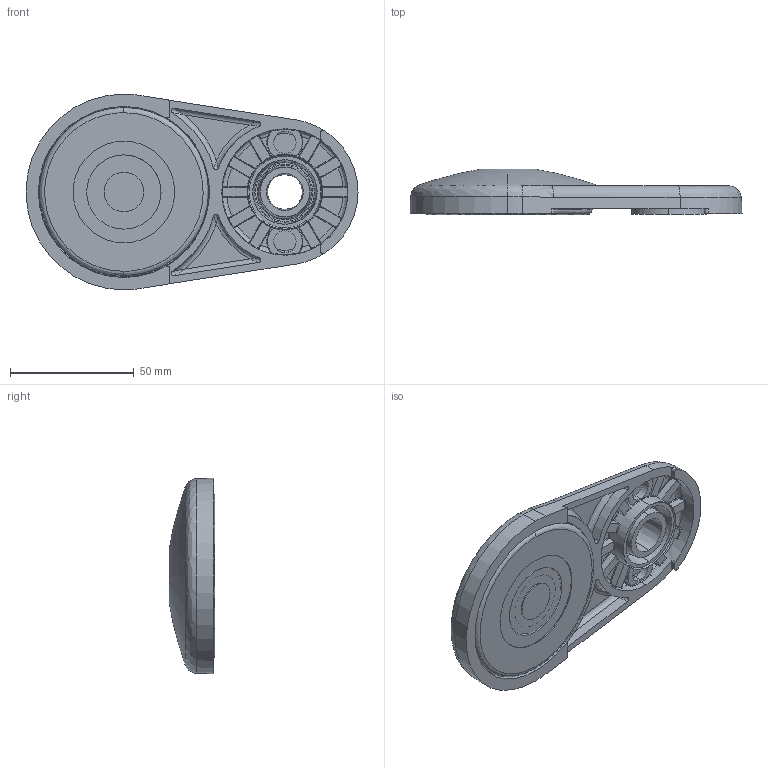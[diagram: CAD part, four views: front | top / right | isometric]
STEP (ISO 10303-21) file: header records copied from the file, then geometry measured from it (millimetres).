
FILE_DESCRIPTION (( 'STEP AP214' ), '1' );
FILE_NAME ('098aa080zsg.STEP', '2014-08-25T07:32:08', ( '' ), ( '' ), 'SwSTEP 2.0', 'SolidWorks 2014', '' );
FILE_SCHEMA (( 'AUTOMOTIVE_DESIGN' ));
Length unit declared in the file: millimetre
Products named in the file (1): 098aa080zsg
Bounding box: 134 x 18.38 x 79 mm (x, y, z)
Volume: 80106.1 mm3; surface area: 38128.1 mm2
Topology: 2 solids, 2 shells, 530 faces, 1336 edges, 815 vertices
Faces by surface type: bspline 235, cylinder 155, plane 107, cone 33
Entity records: 29907 total; most frequent: CARTESIAN_POINT 12915, ORIENTED_EDGE 2660, DIRECTION 1926, EDGE_CURVE 1330, VERTEX_POINT 815, AXIS2_PLACEMENT_3D 782, EDGE_LOOP 545, UNCERTAINTY_MEASURE_WITH_UNIT 534
